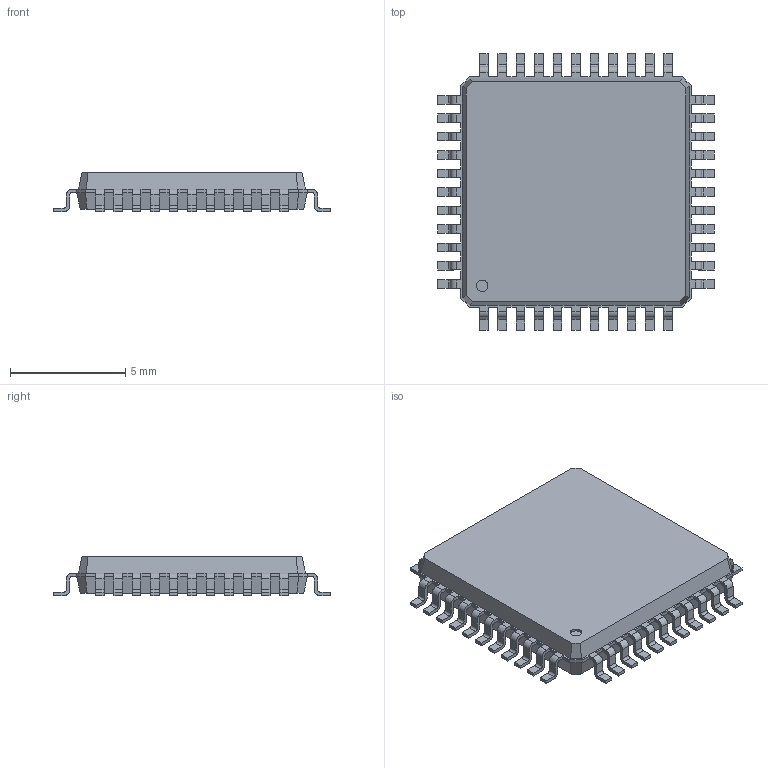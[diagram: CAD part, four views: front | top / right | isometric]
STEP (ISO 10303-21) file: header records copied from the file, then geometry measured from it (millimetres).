
FILE_DESCRIPTION(('FreeCAD Model'),'2;1');
FILE_NAME('qfp44_10x10_p08.step', '2017-01-30T20:16:06',('Author'),(''), 'Open CASCADE STEP processor 6.8','FreeCAD','Unknown');
FILE_SCHEMA(('AUTOMOTIVE_DESIGN_CC2 { 1 2 10303 214 -1 1 5 4 }'));
Length unit declared in the file: millimetre
Products named in the file (2): ASSEMBLY; qfp44_10x10_p08
Assembly tree (1 placements, depth 2):
  ASSEMBLY
    qfp44_10x10_p08
Bounding box: 12 x 12 x 1.7 mm (x, y, z)
Volume: 157.2 mm3; surface area: 327.1 mm2
Topology: 1 solids, 1 shells, 696 faces, 1879 edges, 1186 vertices
Faces by surface type: plane 451, cylinder 177, bspline 68
Full cylindrical faces by diameter (mm): 0.5 x1
Entity records: 51112 total; most frequent: CARTESIAN_POINT 9161, DIRECTION 6783, LINE 4637, VECTOR 4637, ORIENTED_EDGE 3758, PCURVE 3758, DEFINITIONAL_REPRESENTATION 3758, EDGE_CURVE 1879
